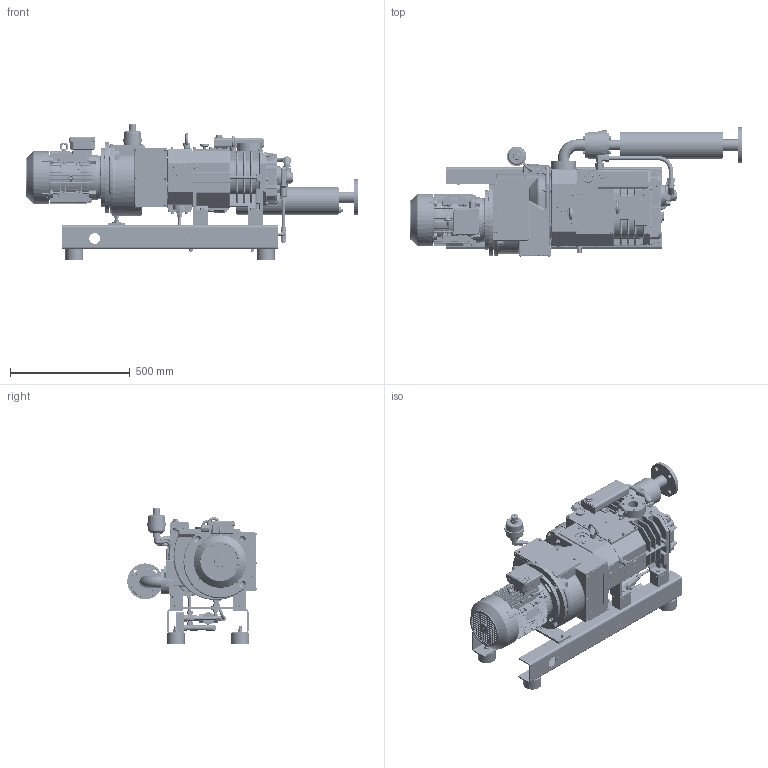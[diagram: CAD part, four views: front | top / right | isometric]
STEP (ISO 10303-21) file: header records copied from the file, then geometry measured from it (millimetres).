
FILE_DESCRIPTION(/* description */ (''),/* implementation_level */ '2;1');
FILE_NAME(/* name */ 'PU900069.stp',/* time_stamp */ '2020-06-26T13:42:00+02:00',/* author */ ('donner-j'),/* organization */ (''),/* preprocessor_version */ 'ST-DEVELOPER v17',/* originating_system */ 'Autodesk Inventor 2018',/* authorisation */ '');
FILE_SCHEMA (('AUTOMOTIVE_DESIGN { 1 0 10303 214 3 1 1 }'));
Products named in the file (1): PU 900 069
Bounding box: 1388.5 x 541.38 x 568.7 mm (x, y, z)
Volume: 73918566.5 mm3; surface area: 3849832.9 mm2
Topology: 11 solids, 117 shells, 11743 faces, 30327 edges, 19103 vertices
Faces by surface type: plane 5319, cylinder 3140, bspline 1429, cone 965, torus 506, sphere 384
Full cylindrical faces by diameter (mm): 2.5 x4, 3 x4, 3.5 x8, 4 x5, 4.917 x4, 5 x6, 5.5 x8, 5.8 x1, 6 x6, 6.5 x2, 6.6 x3, 6.75 x1, 6.8 x17, 7 x5, 8 x25, 8.376 x1, 8.5 x8, 9.5 x2, 9.728 x1, 10 x18, 10.2 x10, 10.3 x1, 10.5 x1, 12 x22, 13 x48, 13.5 x4, 14 x7, 15 x8, 15.015 x2, 16 x1
Entity records: 437784 total; most frequent: CARTESIAN_POINT 159627, ORIENTED_EDGE 59946, DIRECTION 55956, EDGE_CURVE 29973, AXIS2_PLACEMENT_3D 20395, VERTEX_POINT 19103, LINE 15166, VECTOR 15166
